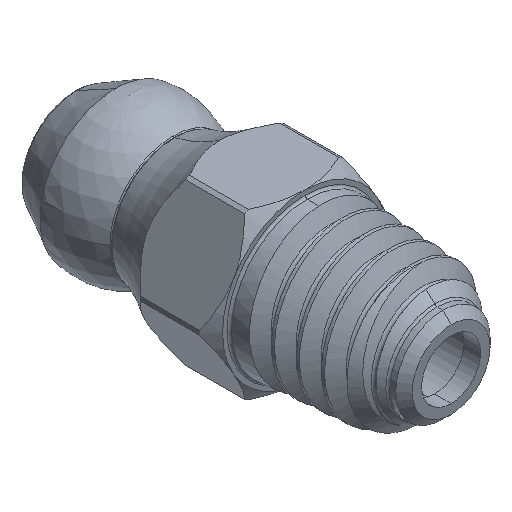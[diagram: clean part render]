
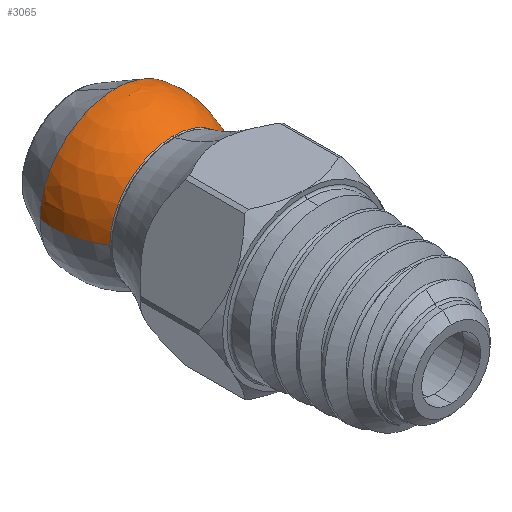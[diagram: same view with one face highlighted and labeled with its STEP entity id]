
A CAD part, isometric view. The second image highlights one B-rep face of the part: STEP entity #3065.
In plain terms, the highlighted spherical face has radius 3.25 mm.
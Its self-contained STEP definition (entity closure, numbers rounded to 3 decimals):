
#402 = VERTEX_POINT ( 'NONE', #2750 ) ;
#535 = AXIS2_PLACEMENT_3D ( 'NONE', #1190, #3488, #3794 ) ;
#631 = FACE_OUTER_BOUND ( 'NONE', #2345, .T. ) ;
#680 = DIRECTION ( 'NONE',  ( 0., 0., -1. ) ) ;
#730 = CIRCLE ( 'NONE', #535, 3.194 ) ;
#766 = CARTESIAN_POINT ( 'NONE',  ( -3.194, 0.6, 0. ) ) ;
#946 = EDGE_CURVE ( 'NONE', #4070, #1690, #730, .T. ) ;
#1065 = AXIS2_PLACEMENT_3D ( 'NONE', #1686, #3976, #2006 ) ;
#1190 = CARTESIAN_POINT ( 'NONE',  ( 0., 0.6, 0. ) ) ;
#1312 = CARTESIAN_POINT ( 'NONE',  ( 0., 0., 0. ) ) ;
#1365 = DIRECTION ( 'NONE',  ( 0., -1., 0. ) ) ;
#1417 = DIRECTION ( 'NONE',  ( 0., 0., 1. ) ) ;
#1483 = ORIENTED_EDGE ( 'NONE', *, *, #2021, .F. ) ;
#1504 = AXIS2_PLACEMENT_3D ( 'NONE', #3343, #1365, #3669 ) ;
#1588 = AXIS2_PLACEMENT_3D ( 'NONE', #1644, #3941, #1965 ) ;
#1638 = DIRECTION ( 'NONE',  ( 0., 0., 1. ) ) ;
#1644 = CARTESIAN_POINT ( 'NONE',  ( 0., -1.845, 0. ) ) ;
#1680 = ORIENTED_EDGE ( 'NONE', *, *, #3252, .T. ) ;
#1686 = CARTESIAN_POINT ( 'NONE',  ( 0., -1.845, 0. ) ) ;
#1690 = VERTEX_POINT ( 'NONE', #766 ) ;
#1782 = CARTESIAN_POINT ( 'NONE',  ( 2.676, -1.845, 0. ) ) ;
#1912 = CIRCLE ( 'NONE', #1065, 2.676 ) ;
#1965 = DIRECTION ( 'NONE',  ( 0., 0., 1. ) ) ;
#2006 = DIRECTION ( 'NONE',  ( 0., 0., 1. ) ) ;
#2021 = EDGE_CURVE ( 'NONE', #402, #3643, #3323, .T. ) ;
#2094 = EDGE_CURVE ( 'NONE', #1690, #3819, #3888, .T. ) ;
#2154 = ORIENTED_EDGE ( 'NONE', *, *, #2094, .T. ) ;
#2195 = AXIS2_PLACEMENT_3D ( 'NONE', #3394, #1417, #3720 ) ;
#2206 = ORIENTED_EDGE ( 'NONE', *, *, #946, .T. ) ;
#2345 = EDGE_LOOP ( 'NONE', ( #1680, #2206, #2154, #2947, #2352, #1483 ) ) ;
#2352 = ORIENTED_EDGE ( 'NONE', *, *, #3868, .T. ) ;
#2356 = CARTESIAN_POINT ( 'NONE',  ( 0., 0.6, 3.194 ) ) ;
#2619 = CARTESIAN_POINT ( 'NONE',  ( 0., 0., 0. ) ) ;
#2750 = CARTESIAN_POINT ( 'NONE',  ( 3.194, 0.6, 0. ) ) ;
#2809 = CIRCLE ( 'NONE', #1504, 3.194 ) ;
#2947 = ORIENTED_EDGE ( 'NONE', *, *, #3208, .T. ) ;
#2957 = DIRECTION ( 'NONE',  ( -1., 0., 0. ) ) ;
#3065 = ADVANCED_FACE ( 'NONE', ( #631 ), #3968, .T. ) ;
#3208 = EDGE_CURVE ( 'NONE', #3819, #4037, #1912, .T. ) ;
#3240 = CIRCLE ( 'NONE', #1588, 2.676 ) ;
#3252 = EDGE_CURVE ( 'NONE', #402, #4070, #2809, .T. ) ;
#3284 = AXIS2_PLACEMENT_3D ( 'NONE', #2619, #680, #2957 ) ;
#3323 = CIRCLE ( 'NONE', #3284, 3.25 ) ;
#3343 = CARTESIAN_POINT ( 'NONE',  ( 0., 0.6, 0. ) ) ;
#3394 = CARTESIAN_POINT ( 'NONE',  ( 0., 0., 0. ) ) ;
#3488 = DIRECTION ( 'NONE',  ( 0., -1., 0. ) ) ;
#3609 = CARTESIAN_POINT ( 'NONE',  ( -2.676, -1.845, 0. ) ) ;
#3626 = DIRECTION ( 'NONE',  ( 1., 0., 0. ) ) ;
#3643 = VERTEX_POINT ( 'NONE', #1782 ) ;
#3669 = DIRECTION ( 'NONE',  ( 0., 0., -1. ) ) ;
#3720 = DIRECTION ( 'NONE',  ( 1., 0., 0. ) ) ;
#3789 = AXIS2_PLACEMENT_3D ( 'NONE', #1312, #1638, #3626 ) ;
#3794 = DIRECTION ( 'NONE',  ( 0., 0., -1. ) ) ;
#3819 = VERTEX_POINT ( 'NONE', #3609 ) ;
#3868 = EDGE_CURVE ( 'NONE', #4037, #3643, #3240, .T. ) ;
#3888 = CIRCLE ( 'NONE', #2195, 3.25 ) ;
#3941 = DIRECTION ( 'NONE',  ( 0., 1., 0. ) ) ;
#3968 = SPHERICAL_SURFACE ( 'NONE', #3789, 3.25 ) ;
#3976 = DIRECTION ( 'NONE',  ( 0., 1., 0. ) ) ;
#3982 = CARTESIAN_POINT ( 'NONE',  ( 0., -1.845, 2.676 ) ) ;
#4037 = VERTEX_POINT ( 'NONE', #3982 ) ;
#4070 = VERTEX_POINT ( 'NONE', #2356 ) ;
